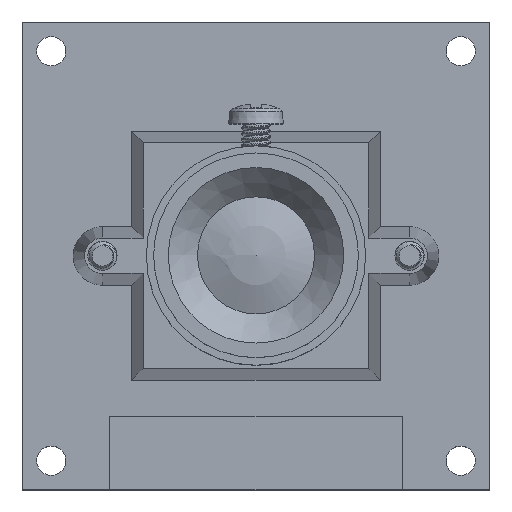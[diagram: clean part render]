
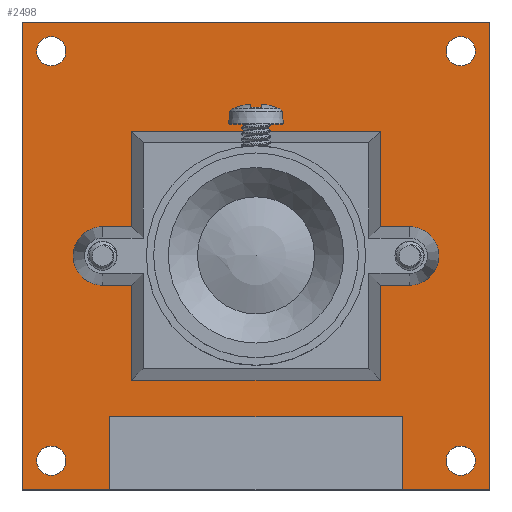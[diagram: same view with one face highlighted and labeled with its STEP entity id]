
A CAD part, top view. The second image highlights one B-rep face of the part: STEP entity #2498.
In plain terms, the highlighted planar face has unit normal (0, 0, 1).
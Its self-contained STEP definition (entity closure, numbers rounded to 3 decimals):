
#147=PLANE('',#2705);
#235=LINE('',#5707,#392);
#238=LINE('',#5713,#395);
#241=LINE('',#5719,#398);
#244=LINE('',#5723,#401);
#392=VECTOR('',#3074,10.);
#395=VECTOR('',#3079,10.);
#398=VECTOR('',#3084,10.);
#401=VECTOR('',#3089,10.);
#493=FACE_BOUND('',#723,.T.);
#494=FACE_BOUND('',#724,.T.);
#495=FACE_BOUND('',#725,.T.);
#496=FACE_BOUND('',#726,.T.);
#497=FACE_BOUND('',#727,.T.);
#498=FACE_BOUND('',#728,.T.);
#578=FACE_OUTER_BOUND('',#722,.T.);
#722=EDGE_LOOP('',(#1988,#1989,#1990,#1991));
#723=EDGE_LOOP('',(#1992));
#724=EDGE_LOOP('',(#1993));
#725=EDGE_LOOP('',(#1994));
#726=EDGE_LOOP('',(#1995));
#727=EDGE_LOOP('',(#1996));
#728=EDGE_LOOP('',(#1997));
#1009=CIRCLE('',#2684,1.);
#1011=CIRCLE('',#2687,1.);
#1013=CIRCLE('',#2690,1.);
#1015=CIRCLE('',#2693,1.);
#1017=CIRCLE('',#2696,1.);
#1019=CIRCLE('',#2699,1.);
#1137=VERTEX_POINT('',#5665);
#1139=VERTEX_POINT('',#5671);
#1141=VERTEX_POINT('',#5677);
#1143=VERTEX_POINT('',#5683);
#1145=VERTEX_POINT('',#5689);
#1147=VERTEX_POINT('',#5695);
#1151=VERTEX_POINT('',#5704);
#1152=VERTEX_POINT('',#5706);
#1154=VERTEX_POINT('',#5712);
#1156=VERTEX_POINT('',#5718);
#1434=EDGE_CURVE('',#1137,#1137,#1009,.T.);
#1437=EDGE_CURVE('',#1139,#1139,#1011,.T.);
#1440=EDGE_CURVE('',#1141,#1141,#1013,.T.);
#1443=EDGE_CURVE('',#1143,#1143,#1015,.T.);
#1446=EDGE_CURVE('',#1145,#1145,#1017,.T.);
#1449=EDGE_CURVE('',#1147,#1147,#1019,.T.);
#1454=EDGE_CURVE('',#1152,#1151,#235,.T.);
#1457=EDGE_CURVE('',#1154,#1152,#238,.T.);
#1460=EDGE_CURVE('',#1156,#1154,#241,.T.);
#1463=EDGE_CURVE('',#1151,#1156,#244,.T.);
#1988=ORIENTED_EDGE('',*,*,#1463,.T.);
#1989=ORIENTED_EDGE('',*,*,#1460,.T.);
#1990=ORIENTED_EDGE('',*,*,#1457,.T.);
#1991=ORIENTED_EDGE('',*,*,#1454,.T.);
#1992=ORIENTED_EDGE('',*,*,#1434,.T.);
#1993=ORIENTED_EDGE('',*,*,#1437,.T.);
#1994=ORIENTED_EDGE('',*,*,#1449,.T.);
#1995=ORIENTED_EDGE('',*,*,#1446,.T.);
#1996=ORIENTED_EDGE('',*,*,#1443,.T.);
#1997=ORIENTED_EDGE('',*,*,#1440,.T.);
#2498=ADVANCED_FACE('',(#578,#493,#494,#495,#496,#497,#498),#147,.T.);
#2684=AXIS2_PLACEMENT_3D('',#5666,#3030,#3031);
#2687=AXIS2_PLACEMENT_3D('',#5672,#3037,#3038);
#2690=AXIS2_PLACEMENT_3D('',#5678,#3044,#3045);
#2693=AXIS2_PLACEMENT_3D('',#5684,#3051,#3052);
#2696=AXIS2_PLACEMENT_3D('',#5690,#3058,#3059);
#2699=AXIS2_PLACEMENT_3D('',#5696,#3065,#3066);
#2705=AXIS2_PLACEMENT_3D('',#5724,#3090,#3091);
#3030=DIRECTION('center_axis',(0.,0.,-1.));
#3031=DIRECTION('ref_axis',(-1.,0.,0.));
#3037=DIRECTION('center_axis',(0.,0.,-1.));
#3038=DIRECTION('ref_axis',(-1.,0.,0.));
#3044=DIRECTION('center_axis',(0.,0.,-1.));
#3045=DIRECTION('ref_axis',(1.,0.,0.));
#3051=DIRECTION('center_axis',(0.,0.,-1.));
#3052=DIRECTION('ref_axis',(1.,0.,0.));
#3058=DIRECTION('center_axis',(0.,0.,-1.));
#3059=DIRECTION('ref_axis',(1.,0.,0.));
#3065=DIRECTION('center_axis',(0.,0.,-1.));
#3066=DIRECTION('ref_axis',(1.,0.,0.));
#3074=DIRECTION('',(-1.,0.,0.));
#3079=DIRECTION('',(0.,1.,0.));
#3084=DIRECTION('',(1.,0.,0.));
#3089=DIRECTION('',(0.,-1.,0.));
#3090=DIRECTION('center_axis',(0.,0.,1.));
#3091=DIRECTION('ref_axis',(1.,0.,0.));
#5665=CARTESIAN_POINT('',(27.5,16.,1.6));
#5666=CARTESIAN_POINT('Origin',(26.5,16.,1.6));
#5671=CARTESIAN_POINT('',(6.5,16.,1.6));
#5672=CARTESIAN_POINT('Origin',(5.5,16.,1.6));
#5677=CARTESIAN_POINT('',(29.,2.,1.6));
#5678=CARTESIAN_POINT('Origin',(30.,2.,1.6));
#5683=CARTESIAN_POINT('',(29.,30.,1.6));
#5684=CARTESIAN_POINT('Origin',(30.,30.,1.6));
#5689=CARTESIAN_POINT('',(1.,2.,1.6));
#5690=CARTESIAN_POINT('Origin',(2.,2.,1.6));
#5695=CARTESIAN_POINT('',(1.,30.,1.6));
#5696=CARTESIAN_POINT('Origin',(2.,30.,1.6));
#5704=CARTESIAN_POINT('',(0.,32.,1.6));
#5706=CARTESIAN_POINT('',(32.,32.,1.6));
#5707=CARTESIAN_POINT('',(32.,32.,1.6));
#5712=CARTESIAN_POINT('',(32.,0.,1.6));
#5713=CARTESIAN_POINT('',(32.,0.,1.6));
#5718=CARTESIAN_POINT('',(0.,0.,1.6));
#5719=CARTESIAN_POINT('',(0.,0.,1.6));
#5723=CARTESIAN_POINT('',(0.,32.,1.6));
#5724=CARTESIAN_POINT('Origin',(16.,16.,1.6));
